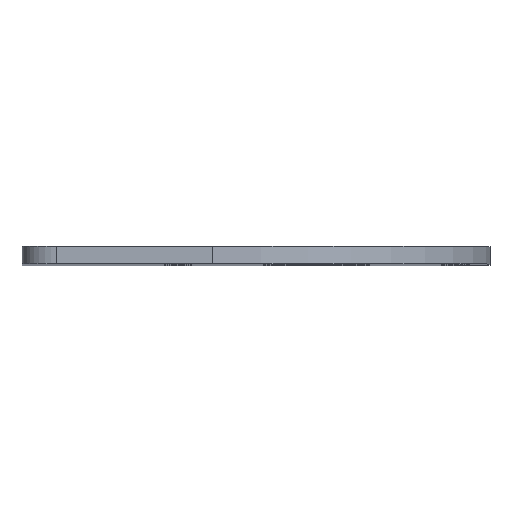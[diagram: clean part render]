
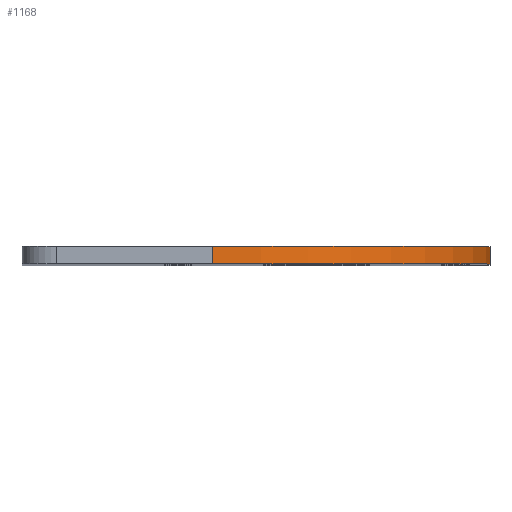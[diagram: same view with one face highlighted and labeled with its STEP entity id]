
A CAD part, top view. The second image highlights one B-rep face of the part: STEP entity #1168.
In plain terms, the highlighted cylindrical face has radius 50.8 mm (diameter 101.6 mm), a partial arc.
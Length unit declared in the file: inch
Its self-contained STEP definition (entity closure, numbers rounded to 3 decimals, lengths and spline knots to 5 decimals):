
#1 = EDGE_LOOP ( 'NONE', ( #696, #412, #477, #1350 ) ) ;
#19 = CARTESIAN_POINT ( 'NONE',  ( 1.75, 0.125, -2. ) ) ;
#105 = CYLINDRICAL_SURFACE ( 'NONE', #527, 2. ) ;
#117 = CARTESIAN_POINT ( 'NONE',  ( 3.75, 0., -2. ) ) ;
#125 = EDGE_CURVE ( 'NONE', #848, #951, #521, .T. ) ;
#166 = CARTESIAN_POINT ( 'NONE',  ( 1.75, 0.125, 0. ) ) ;
#206 = DIRECTION ( 'NONE',  ( 0., -1., 0. ) ) ;
#325 = CARTESIAN_POINT ( 'NONE',  ( 3.75, 0.125, -2. ) ) ;
#326 = DIRECTION ( 'NONE',  ( 0., 0., -1. ) ) ;
#337 = CARTESIAN_POINT ( 'NONE',  ( 1.75, 0., 0. ) ) ;
#412 = ORIENTED_EDGE ( 'NONE', *, *, #1117, .F. ) ;
#431 = DIRECTION ( 'NONE',  ( 0., -1., 0. ) ) ;
#477 = ORIENTED_EDGE ( 'NONE', *, *, #623, .T. ) ;
#519 = DIRECTION ( 'NONE',  ( 0., 0., -1. ) ) ;
#521 = CIRCLE ( 'NONE', #884, 2. ) ;
#527 = AXIS2_PLACEMENT_3D ( 'NONE', #859, #1074, #1281 ) ;
#540 = CARTESIAN_POINT ( 'NONE',  ( 1.75, 0.125, 0. ) ) ;
#571 = VECTOR ( 'NONE', #668, 39.37008 ) ;
#623 = EDGE_CURVE ( 'NONE', #1315, #674, #1202, .T. ) ;
#639 = CARTESIAN_POINT ( 'NONE',  ( 1.75, 0., -2. ) ) ;
#640 = LINE ( 'NONE', #325, #1318 ) ;
#668 = DIRECTION ( 'NONE',  ( 0., -1., 0. ) ) ;
#674 = VERTEX_POINT ( 'NONE', #166 ) ;
#696 = ORIENTED_EDGE ( 'NONE', *, *, #125, .F. ) ;
#701 = AXIS2_PLACEMENT_3D ( 'NONE', #19, #431, #326 ) ;
#848 = VERTEX_POINT ( 'NONE', #117 ) ;
#859 = CARTESIAN_POINT ( 'NONE',  ( 1.75, 0.125, -2. ) ) ;
#884 = AXIS2_PLACEMENT_3D ( 'NONE', #639, #1162, #519 ) ;
#951 = VERTEX_POINT ( 'NONE', #337 ) ;
#1050 = FACE_OUTER_BOUND ( 'NONE', #1, .T. ) ;
#1074 = DIRECTION ( 'NONE',  ( 0., -1., 0. ) ) ;
#1117 = EDGE_CURVE ( 'NONE', #1315, #848, #640, .T. ) ;
#1162 = DIRECTION ( 'NONE',  ( 0., -1., 0. ) ) ;
#1168 = ADVANCED_FACE ( 'NONE', ( #1050 ), #105, .T. ) ;
#1202 = CIRCLE ( 'NONE', #701, 2. ) ;
#1209 = LINE ( 'NONE', #540, #571 ) ;
#1281 = DIRECTION ( 'NONE',  ( 0., 0., -1. ) ) ;
#1301 = EDGE_CURVE ( 'NONE', #674, #951, #1209, .T. ) ;
#1304 = CARTESIAN_POINT ( 'NONE',  ( 3.75, 0.125, -2. ) ) ;
#1315 = VERTEX_POINT ( 'NONE', #1304 ) ;
#1318 = VECTOR ( 'NONE', #206, 39.37008 ) ;
#1350 = ORIENTED_EDGE ( 'NONE', *, *, #1301, .T. ) ;
